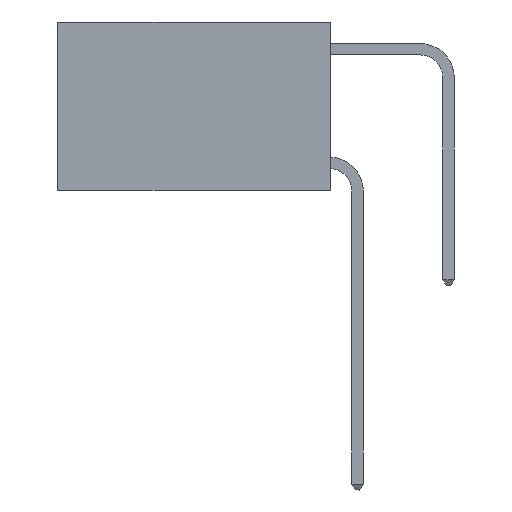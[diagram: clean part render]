
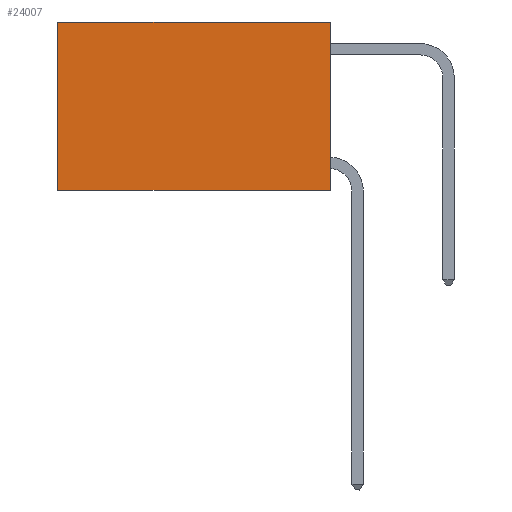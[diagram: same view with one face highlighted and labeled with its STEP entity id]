
A CAD part, left-side view. The second image highlights one B-rep face of the part: STEP entity #24007.
In plain terms, the highlighted planar face has unit normal (-1, 0, 0).
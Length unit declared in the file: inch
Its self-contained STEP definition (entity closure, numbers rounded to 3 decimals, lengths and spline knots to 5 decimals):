
#1079 = AXIS2_PLACEMENT_3D ( 'NONE', #15896, #11678, #7766 ) ;
#1212 = LINE ( 'NONE', #24907, #14880 ) ;
#1267 = CARTESIAN_POINT ( 'NONE',  ( 0.2625, 0., -0.37 ) ) ;
#4175 = DIRECTION ( 'NONE',  ( 0., 1., 0. ) ) ;
#4204 = VERTEX_POINT ( 'NONE', #26135 ) ;
#4416 = EDGE_LOOP ( 'NONE', ( #7949, #19054, #7280, #16499 ) ) ;
#4697 = DIRECTION ( 'NONE',  ( 0., 0., -1. ) ) ;
#5883 = EDGE_CURVE ( 'NONE', #15504, #4204, #8913, .T. ) ;
#7184 = LINE ( 'NONE', #8994, #14784 ) ;
#7280 = ORIENTED_EDGE ( 'NONE', *, *, #21062, .F. ) ;
#7766 = DIRECTION ( 'NONE',  ( 0., 0., -1. ) ) ;
#7949 = ORIENTED_EDGE ( 'NONE', *, *, #18983, .T. ) ;
#8913 = LINE ( 'NONE', #12074, #14932 ) ;
#8994 = CARTESIAN_POINT ( 'NONE',  ( 0.2625, 0., 0. ) ) ;
#9254 = FACE_OUTER_BOUND ( 'NONE', #4416, .T. ) ;
#9952 = VECTOR ( 'NONE', #4175, 39.37008 ) ;
#10527 = VERTEX_POINT ( 'NONE', #25689 ) ;
#10806 = EDGE_CURVE ( 'NONE', #10527, #25062, #17208, .T. ) ;
#11678 = DIRECTION ( 'NONE',  ( 1., 0., 0. ) ) ;
#12074 = CARTESIAN_POINT ( 'NONE',  ( 0.2625, 0., -0.37 ) ) ;
#12269 = CARTESIAN_POINT ( 'NONE',  ( 0.2625, 0., 0. ) ) ;
#14784 = VECTOR ( 'NONE', #17150, 39.37008 ) ;
#14880 = VECTOR ( 'NONE', #4697, 39.37008 ) ;
#14932 = VECTOR ( 'NONE', #20519, 39.37008 ) ;
#15504 = VERTEX_POINT ( 'NONE', #1267 ) ;
#15896 = CARTESIAN_POINT ( 'NONE',  ( 0.2625, 0., 0. ) ) ;
#16499 = ORIENTED_EDGE ( 'NONE', *, *, #10806, .T. ) ;
#17150 = DIRECTION ( 'NONE',  ( 0., 0., -1. ) ) ;
#17208 = LINE ( 'NONE', #12269, #9952 ) ;
#18983 = EDGE_CURVE ( 'NONE', #25062, #4204, #1212, .T. ) ;
#19054 = ORIENTED_EDGE ( 'NONE', *, *, #5883, .F. ) ;
#20519 = DIRECTION ( 'NONE',  ( 0., 1., 0. ) ) ;
#21062 = EDGE_CURVE ( 'NONE', #10527, #15504, #7184, .T. ) ;
#23946 = CARTESIAN_POINT ( 'NONE',  ( 0.2625, 0.6, 0. ) ) ;
#24007 = ADVANCED_FACE ( 'NONE', ( #9254 ), #24142, .F. ) ;
#24142 = PLANE ( 'NONE',  #1079 ) ;
#24907 = CARTESIAN_POINT ( 'NONE',  ( 0.2625, 0.6, 0. ) ) ;
#25062 = VERTEX_POINT ( 'NONE', #23946 ) ;
#25689 = CARTESIAN_POINT ( 'NONE',  ( 0.2625, 0., 0. ) ) ;
#26135 = CARTESIAN_POINT ( 'NONE',  ( 0.2625, 0.6, -0.37 ) ) ;
